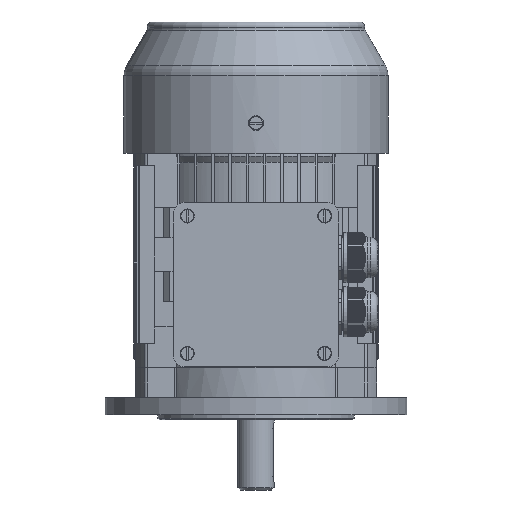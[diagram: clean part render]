
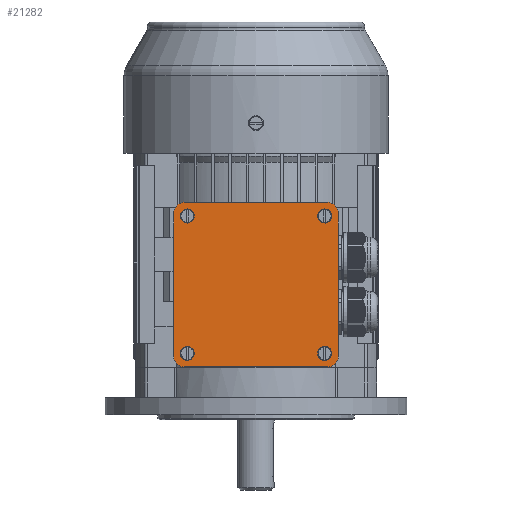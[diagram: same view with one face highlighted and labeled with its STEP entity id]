
A CAD part, front view. The second image highlights one B-rep face of the part: STEP entity #21282.
In plain terms, the highlighted planar face has unit normal (0, -1, 0).
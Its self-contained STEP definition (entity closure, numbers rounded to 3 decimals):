
#5505=PLANE('',#77811);
#10162=LINE('',#118884,#16287);
#10163=LINE('',#118888,#16288);
#10164=LINE('',#118892,#16289);
#10165=LINE('',#118896,#16290);
#16287=VECTOR('',#91944,1.);
#16288=VECTOR('',#91947,1.);
#16289=VECTOR('',#91950,1.);
#16290=VECTOR('',#91953,1.);
#21282=ADVANCED_FACE('',(#26760,#26761,#26762,#26763,#26764),#5505,.T.);
#26760=FACE_BOUND('',#29967,.T.);
#26761=FACE_BOUND('',#29968,.T.);
#26762=FACE_BOUND('',#29969,.T.);
#26763=FACE_BOUND('',#29970,.T.);
#26764=FACE_BOUND('',#29971,.T.);
#29967=EDGE_LOOP('',(#43898));
#29968=EDGE_LOOP('',(#43899));
#29969=EDGE_LOOP('',(#43900,#43901,#43902,#43903,#43904,#43905,#43906,#43907));
#29970=EDGE_LOOP('',(#43908));
#29971=EDGE_LOOP('',(#43909));
#43898=ORIENTED_EDGE('',*,*,#66365,.T.);
#43899=ORIENTED_EDGE('',*,*,#66366,.F.);
#43900=ORIENTED_EDGE('',*,*,#66367,.F.);
#43901=ORIENTED_EDGE('',*,*,#66368,.F.);
#43902=ORIENTED_EDGE('',*,*,#66369,.F.);
#43903=ORIENTED_EDGE('',*,*,#66370,.F.);
#43904=ORIENTED_EDGE('',*,*,#66371,.F.);
#43905=ORIENTED_EDGE('',*,*,#66372,.F.);
#43906=ORIENTED_EDGE('',*,*,#66373,.F.);
#43907=ORIENTED_EDGE('',*,*,#66374,.F.);
#43908=ORIENTED_EDGE('',*,*,#66375,.T.);
#43909=ORIENTED_EDGE('',*,*,#66376,.T.);
#57251=VERTEX_POINT('',#118878);
#57252=VERTEX_POINT('',#118880);
#57253=VERTEX_POINT('',#118882);
#57254=VERTEX_POINT('',#118883);
#57255=VERTEX_POINT('',#118885);
#57256=VERTEX_POINT('',#118887);
#57257=VERTEX_POINT('',#118889);
#57258=VERTEX_POINT('',#118891);
#57259=VERTEX_POINT('',#118893);
#57260=VERTEX_POINT('',#118895);
#57261=VERTEX_POINT('',#118898);
#57262=VERTEX_POINT('',#118900);
#66365=EDGE_CURVE('',#57251,#57251,#72940,.T.);
#66366=EDGE_CURVE('',#57252,#57252,#72941,.T.);
#66367=EDGE_CURVE('',#57253,#57254,#72942,.T.);
#66368=EDGE_CURVE('',#57255,#57253,#10162,.T.);
#66369=EDGE_CURVE('',#57256,#57255,#72943,.T.);
#66370=EDGE_CURVE('',#57257,#57256,#10163,.T.);
#66371=EDGE_CURVE('',#57258,#57257,#72944,.T.);
#66372=EDGE_CURVE('',#57259,#57258,#10164,.T.);
#66373=EDGE_CURVE('',#57260,#57259,#72945,.T.);
#66374=EDGE_CURVE('',#57254,#57260,#10165,.T.);
#66375=EDGE_CURVE('',#57261,#57261,#72946,.T.);
#66376=EDGE_CURVE('',#57262,#57262,#72947,.T.);
#72940=CIRCLE('',#77803,2.9);
#72941=CIRCLE('',#77804,2.9);
#72942=CIRCLE('',#77805,7.);
#72943=CIRCLE('',#77806,7.);
#72944=CIRCLE('',#77807,7.);
#72945=CIRCLE('',#77808,7.);
#72946=CIRCLE('',#77809,2.9);
#72947=CIRCLE('',#77810,2.9);
#77803=AXIS2_PLACEMENT_3D('',#118877,#91938,#91939);
#77804=AXIS2_PLACEMENT_3D('',#118879,#91940,#91941);
#77805=AXIS2_PLACEMENT_3D('',#118881,#91942,#91943);
#77806=AXIS2_PLACEMENT_3D('',#118886,#91945,#91946);
#77807=AXIS2_PLACEMENT_3D('',#118890,#91948,#91949);
#77808=AXIS2_PLACEMENT_3D('',#118894,#91951,#91952);
#77809=AXIS2_PLACEMENT_3D('',#118897,#91954,#91955);
#77810=AXIS2_PLACEMENT_3D('',#118899,#91956,#91957);
#77811=AXIS2_PLACEMENT_3D('',#118901,#91958,#91959);
#91938=DIRECTION('',(0.,1.,0.));
#91939=DIRECTION('',(-1.,0.,0.));
#91940=DIRECTION('',(0.,-1.,0.));
#91941=DIRECTION('',(-1.,0.,0.));
#91942=DIRECTION('',(0.,1.,0.));
#91943=DIRECTION('',(-1.,0.,0.));
#91944=DIRECTION('',(0.,0.,1.));
#91945=DIRECTION('',(0.,1.,0.));
#91946=DIRECTION('',(-1.,0.,0.));
#91947=DIRECTION('',(-1.,0.,0.));
#91948=DIRECTION('',(0.,1.,0.));
#91949=DIRECTION('',(-1.,0.,0.));
#91950=DIRECTION('',(0.,0.,-1.));
#91951=DIRECTION('',(0.,1.,0.));
#91952=DIRECTION('',(-1.,0.,0.));
#91953=DIRECTION('',(1.,0.,0.));
#91954=DIRECTION('',(0.,1.,0.));
#91955=DIRECTION('',(-1.,0.,0.));
#91956=DIRECTION('',(0.,1.,0.));
#91957=DIRECTION('',(-1.,0.,0.));
#91958=DIRECTION('',(0.,-1.,0.));
#91959=DIRECTION('',(-1.,0.,0.));
#118877=CARTESIAN_POINT('',(-45.5,-137.5,100.5));
#118878=CARTESIAN_POINT('',(-48.4,-137.5,100.5));
#118879=CARTESIAN_POINT('',(-45.5,-137.5,9.5));
#118880=CARTESIAN_POINT('',(-48.4,-137.5,9.5));
#118881=CARTESIAN_POINT('',(-47.5,-137.5,102.5));
#118882=CARTESIAN_POINT('',(-54.5,-137.5,102.5));
#118883=CARTESIAN_POINT('',(-47.5,-137.5,109.5));
#118884=CARTESIAN_POINT('',(-54.5,-137.5,55.));
#118885=CARTESIAN_POINT('',(-54.5,-137.5,7.5));
#118886=CARTESIAN_POINT('',(-47.5,-137.5,7.5));
#118887=CARTESIAN_POINT('',(-47.5,-137.5,0.5));
#118888=CARTESIAN_POINT('',(0.,-137.5,0.5));
#118889=CARTESIAN_POINT('',(47.5,-137.5,0.5));
#118890=CARTESIAN_POINT('',(47.5,-137.5,7.5));
#118891=CARTESIAN_POINT('',(54.5,-137.5,7.5));
#118892=CARTESIAN_POINT('',(54.5,-137.5,55.));
#118893=CARTESIAN_POINT('',(54.5,-137.5,102.5));
#118894=CARTESIAN_POINT('',(47.5,-137.5,102.5));
#118895=CARTESIAN_POINT('',(47.5,-137.5,109.5));
#118896=CARTESIAN_POINT('',(0.,-137.5,109.5));
#118897=CARTESIAN_POINT('',(45.5,-137.5,100.5));
#118898=CARTESIAN_POINT('',(42.6,-137.5,100.5));
#118899=CARTESIAN_POINT('',(45.5,-137.5,9.5));
#118900=CARTESIAN_POINT('',(42.6,-137.5,9.5));
#118901=CARTESIAN_POINT('',(0.,-137.5,55.));
